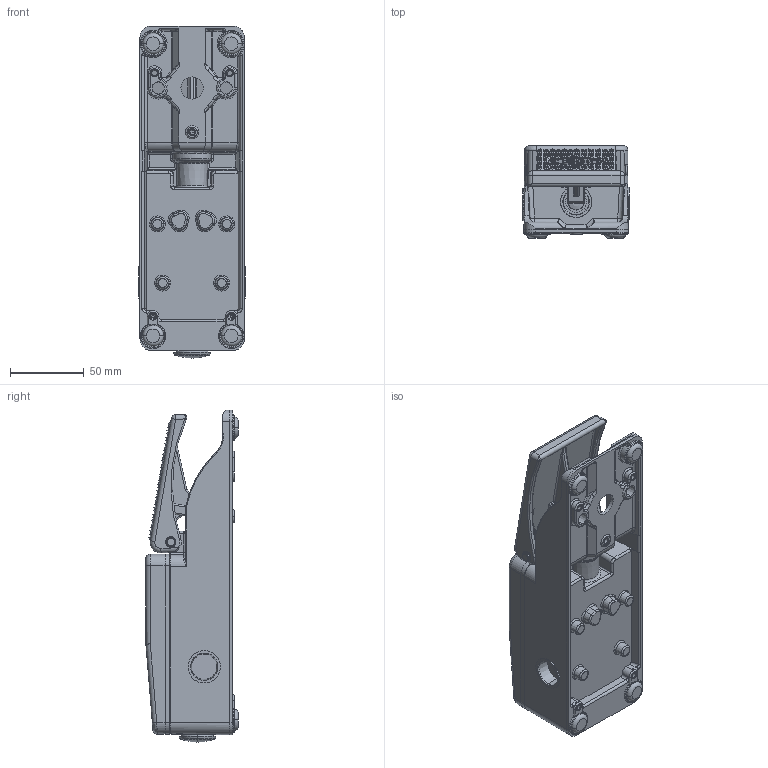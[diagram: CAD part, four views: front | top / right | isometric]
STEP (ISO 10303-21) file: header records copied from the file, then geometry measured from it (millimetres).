
FILE_DESCRIPTION((''),'2;1');
FILE_NAME('6061200003_SW0001','2008-06-26T',('K.Falk'),(''),'PRO/ENGINEER BY PARAMETRIC TECHNOLOGY CORPORATION, 2005070','PRO/ENGINEER BY PARAMETRIC TECHNOLOGY CORPORATION, 2005070','');
FILE_SCHEMA(('AUTOMOTIVE_DESIGN_CC2 { 1 2 10303 214 -1 1 5 2 }'));
Products named in the file (1): 6061200003_SW0001
Bounding box: 72.36 x 62.5 x 224.99 mm (x, y, z)
Surface area: 107858.9 mm2 (no closed solid volume)
Topology: 0 solids, 25 shells, 2429 faces, 6599 edges, 4324 vertices
Faces by surface type: plane 1613, cylinder 388, torus 177, bspline 158, cone 73, sphere 20
Entity records: 123981 total; most frequent: CARTESIAN_POINT 24385, ORIENTED_EDGE 12168, DIRECTION 11485, PRESENTATION_STYLE_ASSIGNMENT 9016, STYLED_ITEM 6611, CURVE_STYLE 6593, EDGE_CURVE 6593, VECTOR 4859
